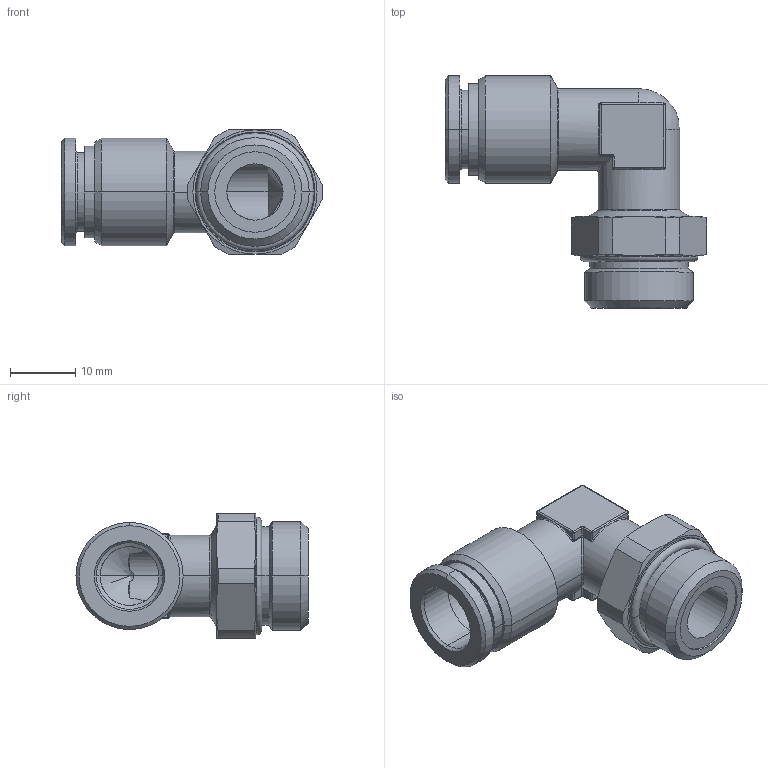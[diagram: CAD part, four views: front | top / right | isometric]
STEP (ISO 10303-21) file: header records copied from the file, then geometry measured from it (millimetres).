
FILE_DESCRIPTION((''),'2;1');
FILE_NAME('mxm.16.10.38',(''),('sopra-pneumatic'),'PRO/ENGINEER BY PARAMETRIC TECHNOLOGY CORPORATION, 2015110','PRO/ENGINEER BY PARAMETRIC TECHNOLOGY CORPORATION, 2015110','');
FILE_SCHEMA(('CONFIG_CONTROL_DESIGN'));
Length unit declared in the file: millimetre
Products named in the file (1): 381072B_930X4-10FF-3-8
Bounding box: 39.94 x 35.5 x 19 mm (x, y, z)
Volume: 6232.1 mm3; surface area: 5755.9 mm2
Topology: 2 solids, 2 shells, 203 faces, 446 edges, 252 vertices
Faces by surface type: cylinder 68, cone 42, plane 36, torus 28, bspline 16, sphere 13
Entity records: 6750 total; most frequent: CARTESIAN_POINT 2300, DIRECTION 992, ORIENTED_EDGE 886, EDGE_CURVE 443, AXIS2_PLACEMENT_3D 426, VERTEX_POINT 252, CIRCLE 239, EDGE_LOOP 215
